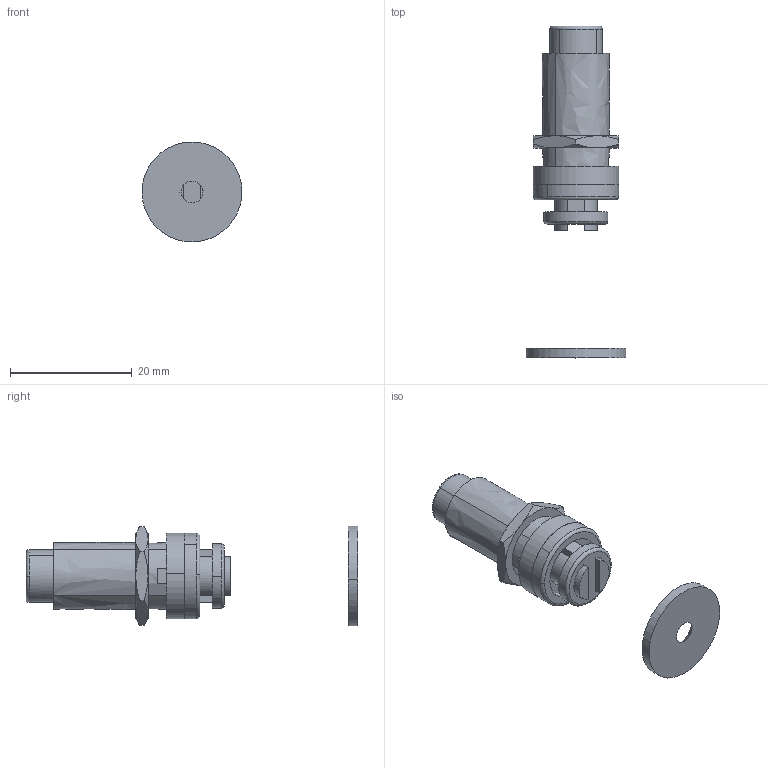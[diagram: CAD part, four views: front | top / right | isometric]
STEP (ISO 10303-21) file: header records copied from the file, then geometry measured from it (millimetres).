
FILE_DESCRIPTION((''),'2;1');
FILE_NAME('','2005-07-15T16:20:44',(''),(''),'','CADfix','');
FILE_SCHEMA(('AUTOMOTIVE_DESIGN'));
Length unit declared in the file: millimetre
Products named in the file (8): keeper; attachment; spacer; nut; housing; base; arm; TL_294_6479_36
Assembly tree (8 placements, depth 2):
  TL_294_6479_36
    keeper
    attachment  x2
    spacer
    nut
    housing
    base
    arm
Bounding box: 16.37 x 54.43 x 16.4 mm (x, y, z)
Volume: 3382.2 mm3; surface area: 3674.2 mm2
Topology: 8 solids, 8 shells, 91 faces, 250 edges, 178 vertices
Faces by surface type: bspline 91
Entity records: 3348 total; most frequent: CARTESIAN_POINT 1760, ORIENTED_EDGE 488, EDGE_CURVE 244, VERTEX_POINT 174, EDGE_LOOP 102, QUASI_UNIFORM_CURVE 90, FACE_OUTER_BOUND 87, ADVANCED_FACE 87
